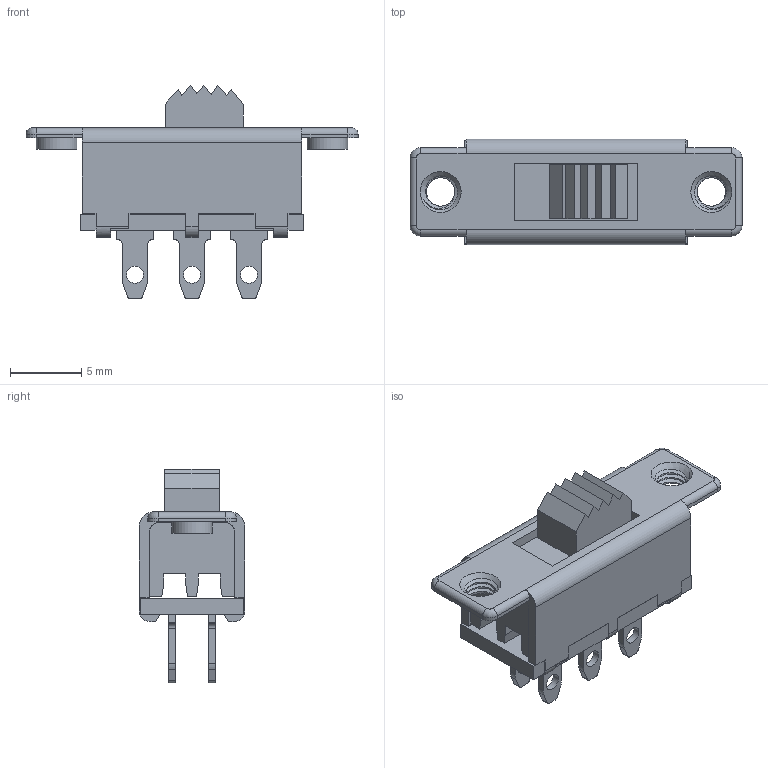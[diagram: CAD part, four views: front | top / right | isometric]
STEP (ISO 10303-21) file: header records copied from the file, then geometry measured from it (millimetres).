
FILE_DESCRIPTION(/* description */ ('Unknown'),/* implementation_level */ '2;1');
FILE_NAME(/* name */ 'SLIDE SWITCH MINIATURE DPCO',/* time_stamp */ '2023-10-25T12:53:50+02:00',/* author */ ('Unknown'),/* organization */ ('Unknown'),/* preprocessor_version */ 'ST-DEVELOPER v18.102',/* originating_system */ 'Solid Edge',/* authorisation */ 'Unknown');
FILE_SCHEMA (('AUTOMOTIVE_DESIGN {1 0 10303 214 3 1 1}'));
Length unit declared in the file: millimetre
Products named in the file (1): SLIDE SWITCH MINIATURE DPCO
Bounding box: 23.3 x 7.4 x 15 mm (x, y, z)
Volume: 804.5 mm3; surface area: 1549.1 mm2
Topology: 1 solids, 1 shells, 268 faces, 793 edges, 526 vertices
Faces by surface type: plane 174, cylinder 84, torus 4, bspline 4, cone 2
Full cylindrical faces by diameter (mm): 1.2 x6, 2.852 x2
Entity records: 11760 total; most frequent: CARTESIAN_POINT 2559, ORIENTED_EDGE 1562, DIRECTION 1478, EDGE_CURVE 781, LINE 584, VECTOR 584, VERTEX_POINT 524, AXIS2_PLACEMENT_3D 447
